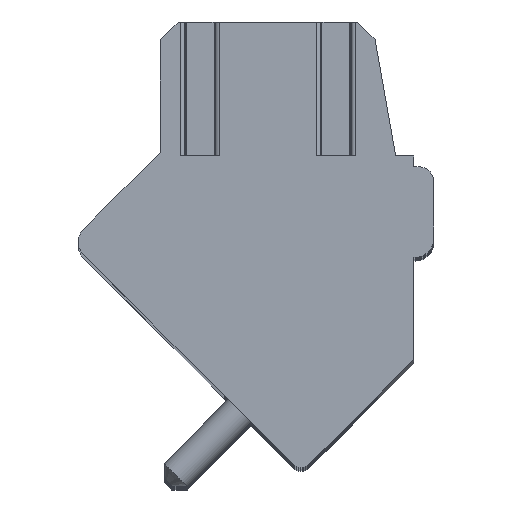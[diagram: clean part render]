
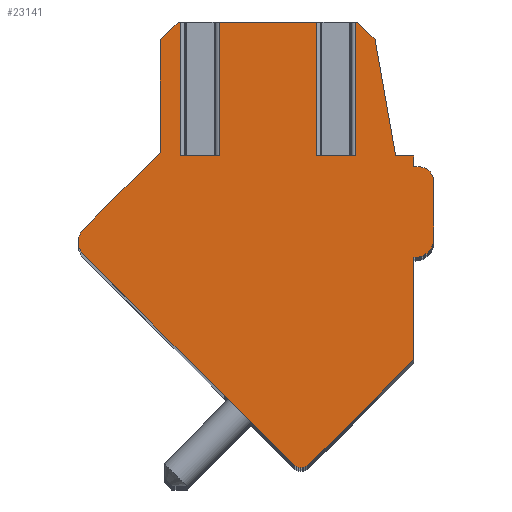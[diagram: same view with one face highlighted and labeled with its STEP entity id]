
A CAD part, top view. The second image highlights one B-rep face of the part: STEP entity #23141.
In plain terms, the highlighted planar face has unit normal (0, 0, 1).
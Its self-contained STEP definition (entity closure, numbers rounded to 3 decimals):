
#2841=DIRECTION('',(0.707,-0.707,0.));
#2842=VECTOR('',#2841,8.2);
#2843=CARTESIAN_POINT('',(-4.761,0.072,1.75));
#2844=LINE('',#2843,#2842);
#3277=DIRECTION('',(1.,0.,0.));
#3278=VECTOR('',#3277,1.07);
#3279=CARTESIAN_POINT('',(1.673,2.8,1.75));
#3280=LINE('',#3279,#3278);
#3281=DIRECTION('',(0.,1.,0.));
#3282=VECTOR('',#3281,3.7);
#3283=CARTESIAN_POINT('',(2.743,2.8,1.75));
#3284=LINE('',#3283,#3282);
#3285=DIRECTION('',(-1.,0.,0.));
#3286=VECTOR('',#3285,0.068);
#3287=CARTESIAN_POINT('',(2.811,6.5,1.75));
#3288=LINE('',#3287,#3286);
#3289=DIRECTION('',(-0.707,0.707,0.));
#3290=VECTOR('',#3289,0.677);
#3291=CARTESIAN_POINT('',(3.29,6.021,1.75));
#3292=LINE('',#3291,#3290);
#3293=DIRECTION('',(-0.174,0.985,0.));
#3294=VECTOR('',#3293,3.271);
#3295=CARTESIAN_POINT('',(3.858,2.8,1.75));
#3296=LINE('',#3295,#3294);
#3297=DIRECTION('',(-1.,0.,0.));
#3298=VECTOR('',#3297,0.5);
#3299=CARTESIAN_POINT('',(4.358,2.8,1.75));
#3300=LINE('',#3299,#3298);
#3301=DIRECTION('',(0.,1.,0.));
#3302=VECTOR('',#3301,0.3);
#3303=CARTESIAN_POINT('',(4.358,2.5,1.75));
#3304=LINE('',#3303,#3302);
#3305=DIRECTION('',(-1.,0.,0.));
#3306=VECTOR('',#3305,0.15);
#3307=CARTESIAN_POINT('',(4.508,2.5,1.75));
#3308=LINE('',#3307,#3306);
#3309=CARTESIAN_POINT('',(4.508,2.1,1.75));
#3310=DIRECTION('',(0.,0.,1.));
#3311=DIRECTION('',(1.,0.,0.));
#3312=AXIS2_PLACEMENT_3D('',#3309,#3310,#3311);
#3314=DIRECTION('',(0.,1.,0.));
#3315=VECTOR('',#3314,1.6);
#3316=CARTESIAN_POINT('',(4.908,0.5,1.75));
#3317=LINE('',#3316,#3315);
#3318=CARTESIAN_POINT('',(4.408,0.5,1.75));
#3319=DIRECTION('',(0.,0.,1.));
#3320=DIRECTION('',(0.,-1.,0.));
#3321=AXIS2_PLACEMENT_3D('',#3318,#3319,#3320);
#3323=DIRECTION('',(1.,0.,0.));
#3324=VECTOR('',#3323,0.05);
#3325=CARTESIAN_POINT('',(4.358,0.,1.75));
#3326=LINE('',#3325,#3324);
#3327=DIRECTION('',(0.,1.,0.));
#3328=VECTOR('',#3327,2.83);
#3329=CARTESIAN_POINT('',(4.358,-2.83,1.75));
#3330=LINE('',#3329,#3328);
#3331=DIRECTION('',(0.707,0.707,0.));
#3332=VECTOR('',#3331,4.096);
#3333=CARTESIAN_POINT('',(1.461,-5.727,1.75));
#3334=LINE('',#3333,#3332);
#3335=CARTESIAN_POINT('',(1.249,-5.515,1.75));
#3336=DIRECTION('',(0.,0.,1.));
#3337=DIRECTION('',(-0.707,-0.707,0.));
#3338=AXIS2_PLACEMENT_3D('',#3335,#3336,#3337);
#3340=CARTESIAN_POINT('',(-4.408,0.425,1.75));
#3341=DIRECTION('',(0.,0.,1.));
#3342=DIRECTION('',(-0.707,0.707,0.));
#3343=AXIS2_PLACEMENT_3D('',#3340,#3341,#3342);
#3345=DIRECTION('',(-0.707,-0.707,0.));
#3346=VECTOR('',#3345,2.997);
#3347=CARTESIAN_POINT('',(-2.642,2.898,1.75));
#3348=LINE('',#3347,#3346);
#3349=DIRECTION('',(0.,-1.,0.));
#3350=VECTOR('',#3349,3.111);
#3351=CARTESIAN_POINT('',(-2.642,6.009,1.75));
#3352=LINE('',#3351,#3350);
#3353=DIRECTION('',(-0.707,-0.707,0.));
#3354=VECTOR('',#3353,0.694);
#3355=CARTESIAN_POINT('',(-2.151,6.5,1.75));
#3356=LINE('',#3355,#3354);
#3357=DIRECTION('',(-1.,0.,0.));
#3358=VECTOR('',#3357,0.074);
#3359=CARTESIAN_POINT('',(-2.077,6.5,1.75));
#3360=LINE('',#3359,#3358);
#3361=DIRECTION('',(0.,1.,0.));
#3362=VECTOR('',#3361,3.7);
#3363=CARTESIAN_POINT('',(-2.077,2.8,1.75));
#3364=LINE('',#3363,#3362);
#3365=DIRECTION('',(1.,0.,0.));
#3366=VECTOR('',#3365,1.07);
#3367=CARTESIAN_POINT('',(-2.077,2.8,1.75));
#3368=LINE('',#3367,#3366);
#3369=DIRECTION('',(0.,1.,0.));
#3370=VECTOR('',#3369,3.7);
#3371=CARTESIAN_POINT('',(-1.007,2.8,1.75));
#3372=LINE('',#3371,#3370);
#3373=DIRECTION('',(-1.,0.,0.));
#3374=VECTOR('',#3373,2.68);
#3375=CARTESIAN_POINT('',(1.673,6.5,1.75));
#3376=LINE('',#3375,#3374);
#3377=DIRECTION('',(0.,1.,0.));
#3378=VECTOR('',#3377,3.7);
#3379=CARTESIAN_POINT('',(1.673,2.8,1.75));
#3380=LINE('',#3379,#3378);
#14979=CARTESIAN_POINT('',(1.673,2.8,1.75));
#14980=CARTESIAN_POINT('',(2.743,2.8,1.75));
#14981=VERTEX_POINT('',#14979);
#14982=VERTEX_POINT('',#14980);
#14983=CARTESIAN_POINT('',(2.743,6.5,1.75));
#14984=VERTEX_POINT('',#14983);
#14985=CARTESIAN_POINT('',(1.673,6.5,1.75));
#14986=VERTEX_POINT('',#14985);
#14999=CARTESIAN_POINT('',(-2.077,2.8,1.75));
#15000=CARTESIAN_POINT('',(-1.007,2.8,1.75));
#15001=VERTEX_POINT('',#14999);
#15002=VERTEX_POINT('',#15000);
#15003=CARTESIAN_POINT('',(-1.007,6.5,1.75));
#15004=VERTEX_POINT('',#15003);
#15005=CARTESIAN_POINT('',(-2.077,6.5,1.75));
#15006=VERTEX_POINT('',#15005);
#15097=CARTESIAN_POINT('',(1.037,-5.727,1.75));
#15098=CARTESIAN_POINT('',(1.461,-5.727,1.75));
#15099=VERTEX_POINT('',#15097);
#15100=VERTEX_POINT('',#15098);
#15101=CARTESIAN_POINT('',(4.358,-2.83,1.75));
#15102=VERTEX_POINT('',#15101);
#15103=CARTESIAN_POINT('',(4.358,0.,1.75));
#15104=VERTEX_POINT('',#15103);
#15105=CARTESIAN_POINT('',(4.408,0.,1.75));
#15106=VERTEX_POINT('',#15105);
#15107=CARTESIAN_POINT('',(4.908,0.5,1.75));
#15108=VERTEX_POINT('',#15107);
#15109=CARTESIAN_POINT('',(4.908,2.1,1.75));
#15110=VERTEX_POINT('',#15109);
#15111=CARTESIAN_POINT('',(4.508,2.5,1.75));
#15112=VERTEX_POINT('',#15111);
#15113=CARTESIAN_POINT('',(4.358,2.5,1.75));
#15114=VERTEX_POINT('',#15113);
#15115=CARTESIAN_POINT('',(4.358,2.8,1.75));
#15116=VERTEX_POINT('',#15115);
#15117=CARTESIAN_POINT('',(3.858,2.8,1.75));
#15118=VERTEX_POINT('',#15117);
#15119=CARTESIAN_POINT('',(3.29,6.021,1.75));
#15120=VERTEX_POINT('',#15119);
#15121=CARTESIAN_POINT('',(2.811,6.5,1.75));
#15122=VERTEX_POINT('',#15121);
#15123=CARTESIAN_POINT('',(-2.151,6.5,1.75));
#15124=CARTESIAN_POINT('',(-2.642,6.009,1.75));
#15125=VERTEX_POINT('',#15123);
#15126=VERTEX_POINT('',#15124);
#15127=CARTESIAN_POINT('',(-4.761,0.779,1.75));
#15128=CARTESIAN_POINT('',(-4.761,0.072,1.75));
#15129=VERTEX_POINT('',#15127);
#15130=VERTEX_POINT('',#15128);
#15135=CARTESIAN_POINT('',(-2.642,2.898,1.75));
#15137=VERTEX_POINT('',#15135);
#23098=CARTESIAN_POINT('',(0.,0.,1.75));
#23099=DIRECTION('',(0.,0.,1.));
#23100=DIRECTION('',(1.,0.,0.));
#23101=AXIS2_PLACEMENT_3D('',#23098,#23099,#23100);
#23102=PLANE('',#23101);
#23104=ORIENTED_EDGE('',*,*,#23103,.T.);
#23106=ORIENTED_EDGE('',*,*,#23105,.T.);
#23107=ORIENTED_EDGE('',*,*,#19399,.F.);
#23108=ORIENTED_EDGE('',*,*,#19663,.F.);
#23109=ORIENTED_EDGE('',*,*,#19677,.F.);
#23110=ORIENTED_EDGE('',*,*,#19691,.F.);
#23111=ORIENTED_EDGE('',*,*,#19840,.F.);
#23112=ORIENTED_EDGE('',*,*,#19856,.F.);
#23113=ORIENTED_EDGE('',*,*,#20626,.F.);
#23114=ORIENTED_EDGE('',*,*,#20893,.F.);
#23115=ORIENTED_EDGE('',*,*,#21160,.F.);
#23116=ORIENTED_EDGE('',*,*,#21427,.F.);
#23117=ORIENTED_EDGE('',*,*,#21701,.F.);
#23118=ORIENTED_EDGE('',*,*,#22521,.F.);
#23119=ORIENTED_EDGE('',*,*,#22747,.F.);
#23120=ORIENTED_EDGE('',*,*,#22572,.F.);
#23122=ORIENTED_EDGE('',*,*,#23121,.F.);
#23124=ORIENTED_EDGE('',*,*,#23123,.F.);
#23126=ORIENTED_EDGE('',*,*,#23125,.F.);
#23128=ORIENTED_EDGE('',*,*,#23127,.F.);
#23129=ORIENTED_EDGE('',*,*,#19431,.F.);
#23131=ORIENTED_EDGE('',*,*,#23130,.F.);
#23133=ORIENTED_EDGE('',*,*,#23132,.T.);
#23135=ORIENTED_EDGE('',*,*,#23134,.T.);
#23136=ORIENTED_EDGE('',*,*,#19415,.F.);
#23138=ORIENTED_EDGE('',*,*,#23137,.F.);
#23139=EDGE_LOOP('',(#23104,#23106,#23107,#23108,#23109,#23110,#23111,#23112,
#23113,#23114,#23115,#23116,#23117,#23118,#23119,#23120,#23122,#23124,#23126,
#23128,#23129,#23131,#23133,#23135,#23136,#23138));
#23140=FACE_OUTER_BOUND('',#23139,.F.);
#3313=CIRCLE('',#3312,0.4);
#3322=CIRCLE('',#3321,0.5);
#3339=CIRCLE('',#3338,0.3);
#3344=CIRCLE('',#3343,0.5);
#19399=EDGE_CURVE('',#15122,#14984,#3288,.T.);
#19415=EDGE_CURVE('',#14986,#15004,#3376,.T.);
#19431=EDGE_CURVE('',#15006,#15125,#3360,.T.);
#19663=EDGE_CURVE('',#15120,#15122,#3292,.T.);
#19677=EDGE_CURVE('',#15118,#15120,#3296,.T.);
#19691=EDGE_CURVE('',#15116,#15118,#3300,.T.);
#19840=EDGE_CURVE('',#15114,#15116,#3304,.T.);
#19856=EDGE_CURVE('',#15112,#15114,#3308,.T.);
#20626=EDGE_CURVE('',#15110,#15112,#3313,.T.);
#20893=EDGE_CURVE('',#15108,#15110,#3317,.T.);
#21160=EDGE_CURVE('',#15106,#15108,#3322,.T.);
#21427=EDGE_CURVE('',#15104,#15106,#3326,.T.);
#21701=EDGE_CURVE('',#15102,#15104,#3330,.T.);
#22521=EDGE_CURVE('',#15100,#15102,#3334,.T.);
#22572=EDGE_CURVE('',#15130,#15099,#2844,.T.);
#22747=EDGE_CURVE('',#15099,#15100,#3339,.T.);
#23103=EDGE_CURVE('',#14981,#14982,#3280,.T.);
#23105=EDGE_CURVE('',#14982,#14984,#3284,.T.);
#23121=EDGE_CURVE('',#15129,#15130,#3344,.T.);
#23123=EDGE_CURVE('',#15137,#15129,#3348,.T.);
#23125=EDGE_CURVE('',#15126,#15137,#3352,.T.);
#23127=EDGE_CURVE('',#15125,#15126,#3356,.T.);
#23130=EDGE_CURVE('',#15001,#15006,#3364,.T.);
#23132=EDGE_CURVE('',#15001,#15002,#3368,.T.);
#23134=EDGE_CURVE('',#15002,#15004,#3372,.T.);
#23137=EDGE_CURVE('',#14981,#14986,#3380,.T.);
#23141=ADVANCED_FACE('',(#23140),#23102,.T.);
